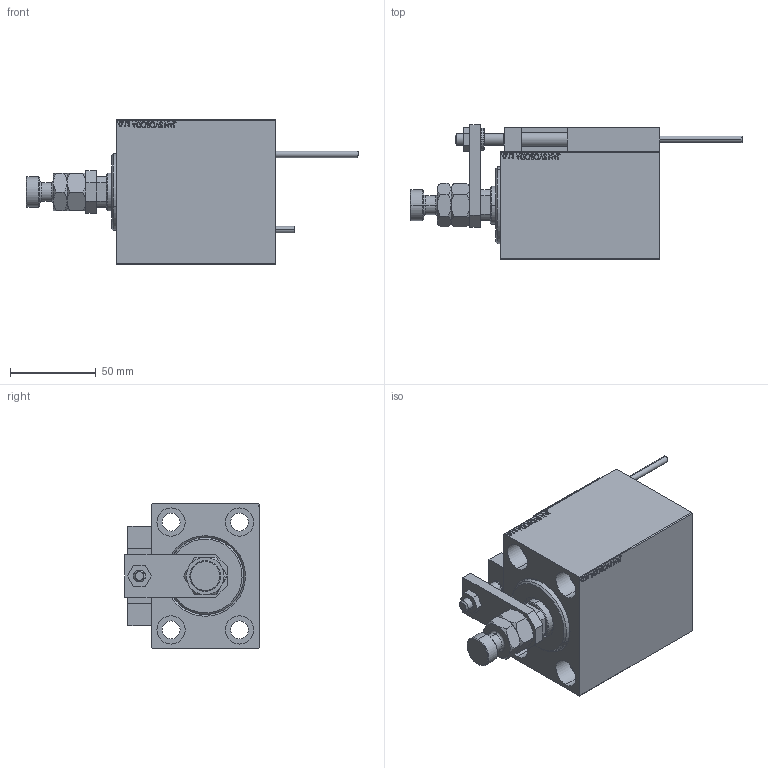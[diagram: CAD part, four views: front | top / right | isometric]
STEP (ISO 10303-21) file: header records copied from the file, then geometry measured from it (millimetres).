
FILE_DESCRIPTION (( 'STEP AP203' ), '1' );
FILE_NAME ('fb71.STEP', '2022-04-17T03:23:06', ( '' ), ( '' ), 'SwSTEP 2.0', 'SolidWorks 2019', '' );
FILE_SCHEMA (( 'CONFIG_CONTROL_DESIGN' ));
Length unit declared in the file: millimetre
Products named in the file (16): KONCOVKA a7d657a6fd04a827dea46566a5854c6f; Block a7d657a6fd04a827dea46566a5854c6f; V450CM_C_VCP a7d657a6fd04a827dea46566a5854c6f; MAGNET a7d657a6fd04a827dea46566a5854c6f; V450CM_VC_B a7d657a6fd04a827dea46566a5854c6f; V450CM_C_Body a7d657a6fd04a827dea46566a5854c6f; ALLEN BOLT D8 a7d657a6fd04a827dea46566a5854c6f; SWITCH DIM B,W a7d657a6fd04a827dea46566a5854c6f; ALLEN BOLT D5 a7d657a6fd04a827dea46566a5854c6f; fb71; SWITCH_X_FRONT_BACK a7d657a6fd04a827dea46566a5854c6f; NUT_D12 a7d657a6fd04a827dea46566a5854c6f; ZARAZKA a7d657a6fd04a827dea46566a5854c6f; X_Y_MFA a7d657a6fd04a827dea46566a5854c6f; SWITCH X a7d657a6fd04a827dea46566a5854c6f; TYC_L79 a7d657a6fd04a827dea46566a5854c6f
Assembly tree (25 placements, depth 3):
  fb71
    V450CM_C_Body a7d657a6fd04a827dea46566a5854c6f
    SWITCH X a7d657a6fd04a827dea46566a5854c6f
      SWITCH_X_FRONT_BACK a7d657a6fd04a827dea46566a5854c6f  x2
      TYC_L79 a7d657a6fd04a827dea46566a5854c6f
      Block a7d657a6fd04a827dea46566a5854c6f  x2
      ALLEN BOLT D5 a7d657a6fd04a827dea46566a5854c6f  x4
      ALLEN BOLT D8 a7d657a6fd04a827dea46566a5854c6f  x4
      MAGNET a7d657a6fd04a827dea46566a5854c6f  x2
      KONCOVKA a7d657a6fd04a827dea46566a5854c6f  x2
    NUT_D12 a7d657a6fd04a827dea46566a5854c6f
    SWITCH DIM B,W a7d657a6fd04a827dea46566a5854c6f
    ZARAZKA a7d657a6fd04a827dea46566a5854c6f
    V450CM_C_VCP a7d657a6fd04a827dea46566a5854c6f
    V450CM_VC_B a7d657a6fd04a827dea46566a5854c6f
    X_Y_MFA a7d657a6fd04a827dea46566a5854c6f
Bounding box: 194 x 78.5 x 85 mm (x, y, z)
Volume: 489337.7 mm3; surface area: 103595.7 mm2
Topology: 24 solids, 24 shells, 1330 faces, 3162 edges, 2013 vertices
Faces by surface type: plane 576, bspline 380, cylinder 188, cone 134, torus 48, sphere 4
Entity records: 51704 total; most frequent: CARTESIAN_POINT 26431, ORIENTED_EDGE 5344, DIRECTION 3640, EDGE_CURVE 2672, VERTEX_POINT 1737, VECTOR 1500, LINE 1500, EDGE_LOOP 1241
